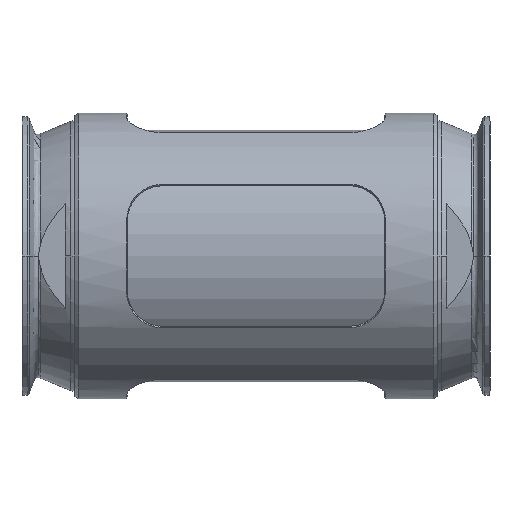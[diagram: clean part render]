
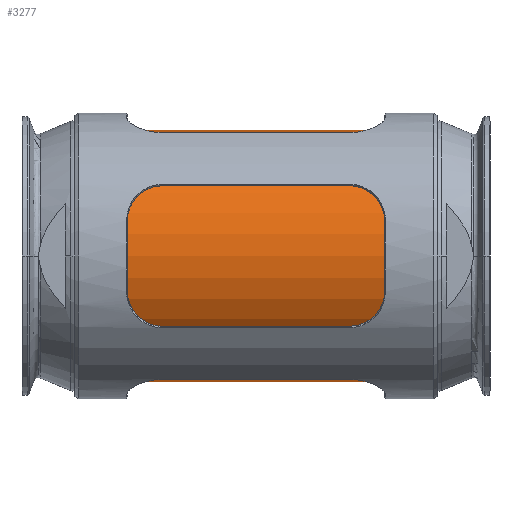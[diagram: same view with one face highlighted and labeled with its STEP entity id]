
A CAD part, left-side view. The second image highlights one B-rep face of the part: STEP entity #3277.
In plain terms, the highlighted cylindrical face has radius 53.7 mm (diameter 107.4 mm), a partial arc.
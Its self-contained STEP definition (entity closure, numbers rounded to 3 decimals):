
#67 = CARTESIAN_POINT ( 'NONE',  ( 0., 73.25, 53.7 ) ) ;
#120 = DIRECTION ( 'NONE',  ( 0., -1., 0. ) ) ;
#706 = DIRECTION ( 'NONE',  ( 0., -1., 0. ) ) ;
#777 = AXIS2_PLACEMENT_3D ( 'NONE', #6578, #120, #6464 ) ;
#792 = EDGE_LOOP ( 'NONE', ( #5017, #2338, #2464, #6408 ) ) ;
#919 = CARTESIAN_POINT ( 'NONE',  ( 0., 73.25, -53.7 ) ) ;
#932 = CIRCLE ( 'NONE', #1535, 53.7 ) ;
#956 = DIRECTION ( 'NONE',  ( 0., 0., -1. ) ) ;
#999 = FACE_OUTER_BOUND ( 'NONE', #792, .T. ) ;
#1148 = VERTEX_POINT ( 'NONE', #67 ) ;
#1276 = CIRCLE ( 'NONE', #777, 53.7 ) ;
#1535 = AXIS2_PLACEMENT_3D ( 'NONE', #1923, #4240, #2563 ) ;
#1678 = CARTESIAN_POINT ( 'NONE',  ( 0., -73.25, -53.7 ) ) ;
#1812 = VERTEX_POINT ( 'NONE', #1678 ) ;
#1923 = CARTESIAN_POINT ( 'NONE',  ( 0., 73.25, 0. ) ) ;
#2177 = DIRECTION ( 'NONE',  ( 0., -1., 0. ) ) ;
#2338 = ORIENTED_EDGE ( 'NONE', *, *, #4079, .T. ) ;
#2348 = CARTESIAN_POINT ( 'NONE',  ( 0., -73.25, 53.7 ) ) ;
#2464 = ORIENTED_EDGE ( 'NONE', *, *, #4445, .T. ) ;
#2552 = CARTESIAN_POINT ( 'NONE',  ( 0., 0., -53.7 ) ) ;
#2563 = DIRECTION ( 'NONE',  ( 0., 0., -1. ) ) ;
#2721 = CARTESIAN_POINT ( 'NONE',  ( 0., 0., 0. ) ) ;
#2846 = VECTOR ( 'NONE', #706, 1000. ) ;
#3277 = ADVANCED_FACE ( 'NONE', ( #999 ), #6675, .T. ) ;
#3923 = VECTOR ( 'NONE', #6548, 1000. ) ;
#3938 = EDGE_CURVE ( 'NONE', #1148, #5740, #4136, .T. ) ;
#4079 = EDGE_CURVE ( 'NONE', #1148, #7157, #932, .T. ) ;
#4136 = LINE ( 'NONE', #5136, #2846 ) ;
#4240 = DIRECTION ( 'NONE',  ( 0., -1., 0. ) ) ;
#4266 = LINE ( 'NONE', #2552, #3923 ) ;
#4445 = EDGE_CURVE ( 'NONE', #7157, #1812, #4266, .T. ) ;
#5017 = ORIENTED_EDGE ( 'NONE', *, *, #3938, .F. ) ;
#5086 = AXIS2_PLACEMENT_3D ( 'NONE', #2721, #2177, #956 ) ;
#5136 = CARTESIAN_POINT ( 'NONE',  ( 0., 0., 53.7 ) ) ;
#5740 = VERTEX_POINT ( 'NONE', #2348 ) ;
#6277 = EDGE_CURVE ( 'NONE', #5740, #1812, #1276, .T. ) ;
#6408 = ORIENTED_EDGE ( 'NONE', *, *, #6277, .F. ) ;
#6464 = DIRECTION ( 'NONE',  ( 0., 0., -1. ) ) ;
#6548 = DIRECTION ( 'NONE',  ( 0., -1., 0. ) ) ;
#6578 = CARTESIAN_POINT ( 'NONE',  ( 0., -73.25, 0. ) ) ;
#6675 = CYLINDRICAL_SURFACE ( 'NONE', #5086, 53.7 ) ;
#7157 = VERTEX_POINT ( 'NONE', #919 ) ;
